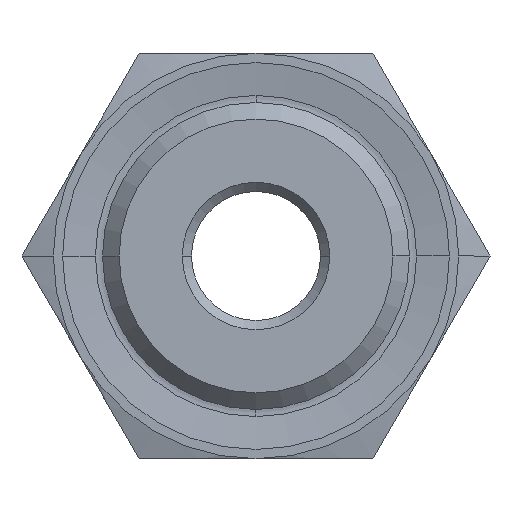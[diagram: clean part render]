
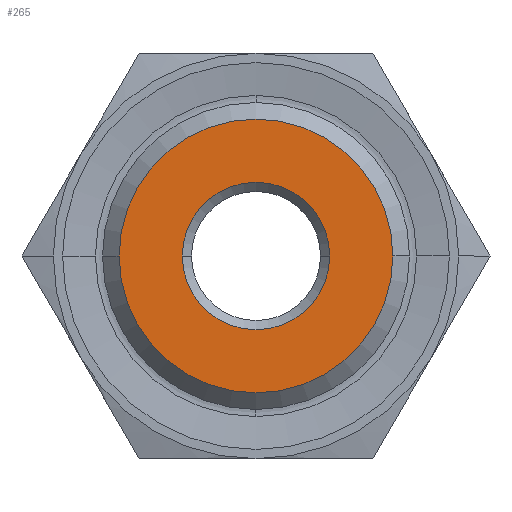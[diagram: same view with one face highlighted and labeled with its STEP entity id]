
A CAD part, left-side view. The second image highlights one B-rep face of the part: STEP entity #265.
In plain terms, the highlighted planar face has unit normal (-1, 0, 0).
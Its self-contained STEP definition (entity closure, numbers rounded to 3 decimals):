
#265 = ADVANCED_FACE( '', ( #507, #508 ), #509, .T. );
#507 = FACE_BOUND( '', #798, .T. );
#508 = FACE_OUTER_BOUND( '', #799, .T. );
#509 = PLANE( '', #800 );
#798 = EDGE_LOOP( '', ( #1621, #1622 ) );
#799 = EDGE_LOOP( '', ( #1623, #1624 ) );
#800 = AXIS2_PLACEMENT_3D( '', #1625, #1626, #1627 );
#1621 = ORIENTED_EDGE( '', *, *, #2151, .F. );
#1622 = ORIENTED_EDGE( '', *, *, #1993, .F. );
#1623 = ORIENTED_EDGE( '', *, *, #1947, .T. );
#1624 = ORIENTED_EDGE( '', *, *, #2168, .T. );
#1625 = CARTESIAN_POINT( '', ( -15.75, 5.716, 0. ) );
#1626 = DIRECTION( '', ( -1., 0., 0. ) );
#1627 = DIRECTION( '', ( 0., 1., 0. ) );
#1947 = EDGE_CURVE( '', #2262, #2266, #2268, .T. );
#1993 = EDGE_CURVE( '', #2348, #2346, #2350, .T. );
#2151 = EDGE_CURVE( '', #2346, #2348, #2607, .T. );
#2168 = EDGE_CURVE( '', #2266, #2262, #2624, .T. );
#2262 = VERTEX_POINT( '', #2770 );
#2266 = VERTEX_POINT( '', #2775 );
#2268 = CIRCLE( '', #2778, 7.431 );
#2346 = VERTEX_POINT( '', #2878 );
#2348 = VERTEX_POINT( '', #2881 );
#2350 = CIRCLE( '', #2884, 4. );
#2607 = CIRCLE( '', #3455, 4. );
#2624 = CIRCLE( '', #3472, 7.431 );
#2770 = CARTESIAN_POINT( '', ( -15.75, 7.431, 0. ) );
#2775 = CARTESIAN_POINT( '', ( -15.75, -7.431, 0. ) );
#2778 = AXIS2_PLACEMENT_3D( '', #3866, #3867, #3868 );
#2878 = CARTESIAN_POINT( '', ( -15.75, 4., 0. ) );
#2881 = CARTESIAN_POINT( '', ( -15.75, -4., 0. ) );
#2884 = AXIS2_PLACEMENT_3D( '', #3956, #3957, #3958 );
#3455 = AXIS2_PLACEMENT_3D( '', #4162, #4163, #4164 );
#3472 = AXIS2_PLACEMENT_3D( '', #4213, #4214, #4215 );
#3866 = CARTESIAN_POINT( '', ( -15.75, 0., 0. ) );
#3867 = DIRECTION( '', ( -1., 0., 0. ) );
#3868 = DIRECTION( '', ( 0., 1., 0. ) );
#3956 = CARTESIAN_POINT( '', ( -15.75, 0., 0. ) );
#3957 = DIRECTION( '', ( -1., 0., 0. ) );
#3958 = DIRECTION( '', ( 0., 1., 0. ) );
#4162 = CARTESIAN_POINT( '', ( -15.75, 0., 0. ) );
#4163 = DIRECTION( '', ( -1., 0., 0. ) );
#4164 = DIRECTION( '', ( 0., 1., 0. ) );
#4213 = CARTESIAN_POINT( '', ( -15.75, 0., 0. ) );
#4214 = DIRECTION( '', ( -1., 0., 0. ) );
#4215 = DIRECTION( '', ( 0., 1., 0. ) );
